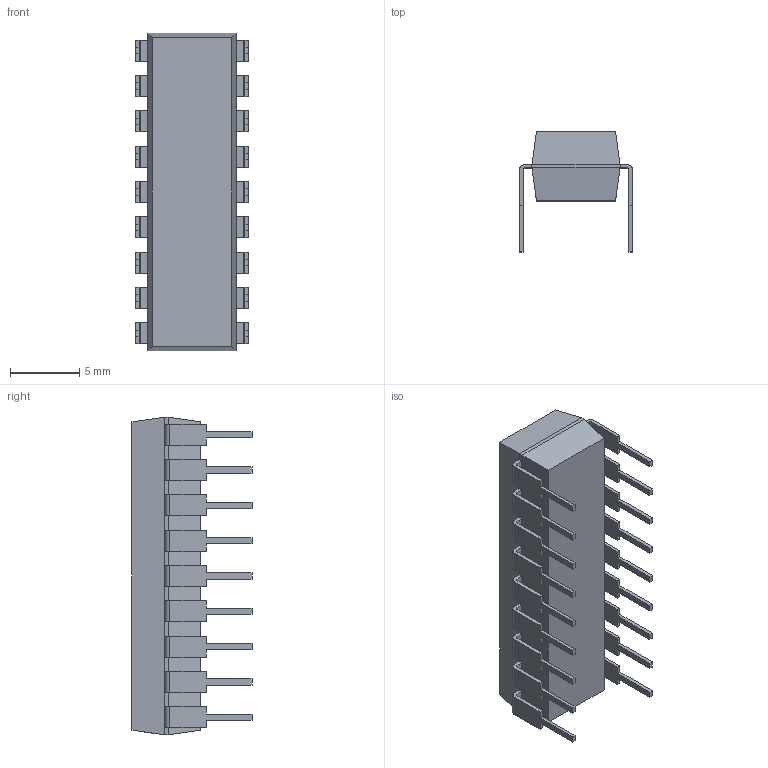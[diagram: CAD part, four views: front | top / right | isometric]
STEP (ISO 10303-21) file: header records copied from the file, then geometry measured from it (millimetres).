
FILE_DESCRIPTION (( 'STEP AP214' ), '1' );
FILE_NAME ('MCP2515-I_P.STEP', '2024-08-14T21:30:26', ( '' ), ( '' ), 'SwSTEP 2.0', 'SolidWorks 2021', '' );
FILE_SCHEMA (( 'AUTOMOTIVE_DESIGN' ));
Length unit declared in the file: inch
Products named in the file (1): MCP2515-I_P
Bounding box: 8.13 x 8.64 x 22.86 mm (x, y, z)
Volume: 705.2 mm3; surface area: 868.8 mm2
Topology: 20 solids, 20 shells, 278 faces, 701 edges, 464 vertices
Faces by surface type: plane 236, cylinder 42
Entity records: 8478 total; most frequent: CARTESIAN_POINT 1444, ORIENTED_EDGE 1402, DIRECTION 1343, EDGE_CURVE 701, VECTOR 617, LINE 617, VERTEX_POINT 464, AXIS2_PLACEMENT_3D 363
